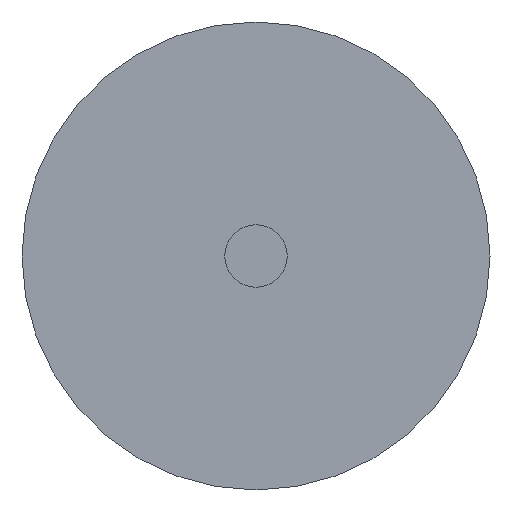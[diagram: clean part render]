
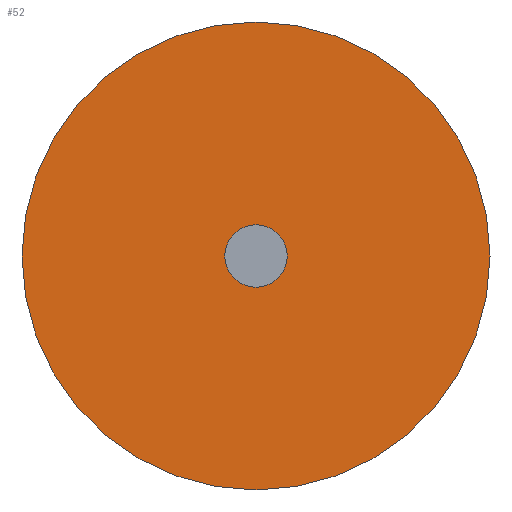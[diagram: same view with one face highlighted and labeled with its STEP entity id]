
A CAD part, front view. The second image highlights one B-rep face of the part: STEP entity #52.
In plain terms, the highlighted planar face has unit normal (0, -1, 0).
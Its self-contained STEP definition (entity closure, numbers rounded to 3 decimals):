
#52 = ADVANCED_FACE( '', ( #107, #108 ), #109, .T. );
#107 = FACE_OUTER_BOUND( '', #160, .T. );
#108 = FACE_BOUND( '', #161, .T. );
#109 = PLANE( '', #162 );
#160 = EDGE_LOOP( '', ( #223 ) );
#161 = EDGE_LOOP( '', ( #224 ) );
#162 = AXIS2_PLACEMENT_3D( '', #225, #226, #227 );
#223 = ORIENTED_EDGE( '', *, *, #259, .T. );
#224 = ORIENTED_EDGE( '', *, *, #265, .F. );
#225 = CARTESIAN_POINT( '', ( -3., -7., 0. ) );
#226 = DIRECTION( '', ( 0., -1., 0. ) );
#227 = DIRECTION( '', ( 1., 0., 0. ) );
#259 = EDGE_CURVE( '', #289, #289, #290, .T. );
#265 = EDGE_CURVE( '', #298, #298, #299, .T. );
#289 = VERTEX_POINT( '', #323 );
#290 = CIRCLE( '', #324, 3. );
#298 = VERTEX_POINT( '', #332 );
#299 = CIRCLE( '', #333, 0.4 );
#323 = CARTESIAN_POINT( '', ( 3., -7., 0. ) );
#324 = AXIS2_PLACEMENT_3D( '', #358, #359, #360 );
#332 = CARTESIAN_POINT( '', ( 0.4, -7., 0. ) );
#333 = AXIS2_PLACEMENT_3D( '', #367, #368, #369 );
#358 = CARTESIAN_POINT( '', ( 0., -7., 0. ) );
#359 = DIRECTION( '', ( 0., -1., 0. ) );
#360 = DIRECTION( '', ( 1., 0., 0. ) );
#367 = CARTESIAN_POINT( '', ( 0., -7., 0. ) );
#368 = DIRECTION( '', ( 0., -1., 0. ) );
#369 = DIRECTION( '', ( 1., 0., 0. ) );
